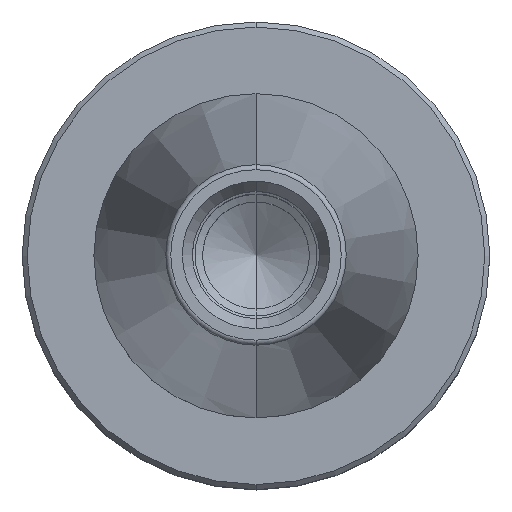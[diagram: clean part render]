
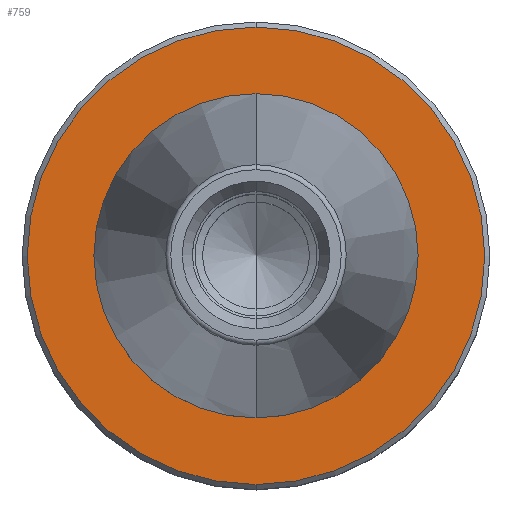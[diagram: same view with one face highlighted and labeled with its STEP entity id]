
A CAD part, top view. The second image highlights one B-rep face of the part: STEP entity #759.
In plain terms, the highlighted planar face has unit normal (0, 0, 1).
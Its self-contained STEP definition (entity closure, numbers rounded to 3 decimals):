
#331=EDGE_CURVE('',#469,#511,#875,.T.);
#365=EDGE_CURVE('',#511,#469,#912,.T.);
#469=VERTEX_POINT('',#1024);
#475=VERTEX_POINT('',#1031);
#511=VERTEX_POINT('',#1070);
#593=EDGE_CURVE('',#475,#635,#1165,.T.);
#613=EDGE_CURVE('',#635,#475,#1187,.T.);
#635=VERTEX_POINT('',#1212);
#759=ADVANCED_FACE('',(#1357,#1358),#1359,.T.);
#875=CIRCLE('',#1487,15.948);
#912=CIRCLE('',#1532,15.948);
#1024=CARTESIAN_POINT('',(0.0,15.948,-2.0));
#1031=CARTESIAN_POINT('',(0.,-22.5,-2.0));
#1070=CARTESIAN_POINT('',(0.,-15.948,-2.0));
#1165=CIRCLE('',#1861,22.5);
#1187=CIRCLE('',#1891,22.5);
#1212=CARTESIAN_POINT('',(0.0,22.5,-2.0));
#1357=FACE_OUTER_BOUND('',#2111,.T.);
#1358=FACE_BOUND('',#2112,.T.);
#1359=PLANE('',#2113);
#1487=AXIS2_PLACEMENT_3D('',#2270,#2271,#2272);
#1532=AXIS2_PLACEMENT_3D('',#2313,#2314,#2315);
#1861=AXIS2_PLACEMENT_3D('',#2616,#2617,#2618);
#1891=AXIS2_PLACEMENT_3D('',#2638,#2639,#2640);
#2111=EDGE_LOOP('',(#2883,#2884));
#2112=EDGE_LOOP('',(#2885,#2886));
#2113=AXIS2_PLACEMENT_3D('',#2887,#2888,#2889);
#2270=CARTESIAN_POINT('',(0.0,0.0,-2.0));
#2271=DIRECTION('',(0.0,0.0,-1.0));
#2272=DIRECTION('',(0.0,1.0,0.0));
#2313=CARTESIAN_POINT('',(0.0,0.0,-2.0));
#2314=DIRECTION('',(0.0,0.0,-1.0));
#2315=DIRECTION('',(0.0,1.0,0.0));
#2616=CARTESIAN_POINT('',(0.0,0.0,-2.0));
#2617=DIRECTION('',(0.0,0.0,-1.0));
#2618=DIRECTION('',(0.0,1.0,0.0));
#2638=CARTESIAN_POINT('',(0.0,0.0,-2.0));
#2639=DIRECTION('',(0.0,0.0,-1.0));
#2640=DIRECTION('',(0.0,1.0,0.0));
#2883=ORIENTED_EDGE('',*,*,#613,.F.);
#2884=ORIENTED_EDGE('',*,*,#593,.F.);
#2885=ORIENTED_EDGE('',*,*,#331,.T.);
#2886=ORIENTED_EDGE('',*,*,#365,.T.);
#2887=CARTESIAN_POINT('',(0.0,19.224,-2.0));
#2888=DIRECTION('',(-0.0,0.0,1.0));
#2889=DIRECTION('',(0.0,-1.0,0.0));
